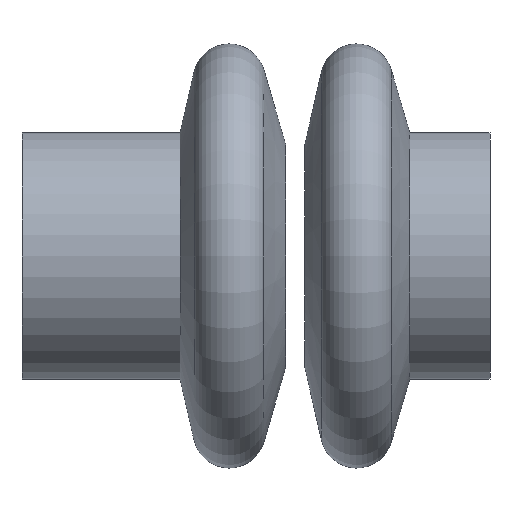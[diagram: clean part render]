
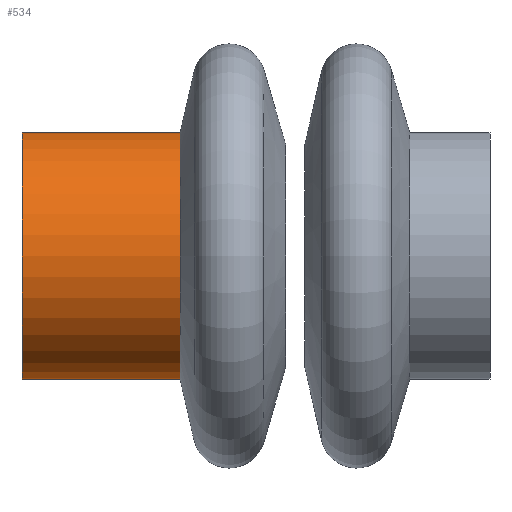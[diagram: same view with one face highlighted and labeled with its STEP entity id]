
A CAD part, left-side view. The second image highlights one B-rep face of the part: STEP entity #534.
In plain terms, the highlighted cylindrical face has radius 6.156 mm (diameter 12.311 mm), a partial arc.
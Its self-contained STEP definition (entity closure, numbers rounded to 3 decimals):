
#34 = DIRECTION ( 'NONE',  ( 0., 0., -1. ) ) ;
#123 = FACE_OUTER_BOUND ( 'NONE', #788, .T. ) ;
#156 = EDGE_CURVE ( 'NONE', #330, #430, #713, .T. ) ;
#233 = CIRCLE ( 'NONE', #255, 6.156 ) ;
#255 = AXIS2_PLACEMENT_3D ( 'NONE', #1009, #845, #34 ) ;
#298 = CARTESIAN_POINT ( 'NONE',  ( -5.356, 7.621, 6.156 ) ) ;
#306 = ORIENTED_EDGE ( 'NONE', *, *, #993, .F. ) ;
#330 = VERTEX_POINT ( 'NONE', #338 ) ;
#338 = CARTESIAN_POINT ( 'NONE',  ( -5.356, 8., 6.156 ) ) ;
#430 = VERTEX_POINT ( 'NONE', #507 ) ;
#433 = LINE ( 'NONE', #688, #662 ) ;
#442 = DIRECTION ( 'NONE',  ( 0., 0., -1. ) ) ;
#446 = DIRECTION ( 'NONE',  ( 0., -1., 0. ) ) ;
#455 = CARTESIAN_POINT ( 'NONE',  ( -5.356, 0.113, -6.156 ) ) ;
#467 = EDGE_CURVE ( 'NONE', #430, #991, #433, .T. ) ;
#473 = EDGE_CURVE ( 'NONE', #1020, #991, #233, .T. ) ;
#507 = CARTESIAN_POINT ( 'NONE',  ( -5.356, 8., -6.156 ) ) ;
#528 = CARTESIAN_POINT ( 'NONE',  ( -5.356, 7.621, 0. ) ) ;
#534 = ADVANCED_FACE ( 'NONE', ( #123 ), #989, .T. ) ;
#573 = AXIS2_PLACEMENT_3D ( 'NONE', #528, #994, #442 ) ;
#621 = DIRECTION ( 'NONE',  ( 0., -1., 0. ) ) ;
#640 = DIRECTION ( 'NONE',  ( 0., -1., 0. ) ) ;
#662 = VECTOR ( 'NONE', #446, 1000. ) ;
#688 = CARTESIAN_POINT ( 'NONE',  ( -5.356, 7.621, -6.156 ) ) ;
#703 = CARTESIAN_POINT ( 'NONE',  ( -5.356, 8., 0. ) ) ;
#713 = CIRCLE ( 'NONE', #983, 6.156 ) ;
#788 = EDGE_LOOP ( 'NONE', ( #306, #987, #809, #830 ) ) ;
#809 = ORIENTED_EDGE ( 'NONE', *, *, #467, .T. ) ;
#814 = CARTESIAN_POINT ( 'NONE',  ( -5.356, 0.113, 6.156 ) ) ;
#830 = ORIENTED_EDGE ( 'NONE', *, *, #473, .F. ) ;
#845 = DIRECTION ( 'NONE',  ( 0., -1., 0. ) ) ;
#970 = VECTOR ( 'NONE', #621, 1000. ) ;
#983 = AXIS2_PLACEMENT_3D ( 'NONE', #703, #640, #1032 ) ;
#987 = ORIENTED_EDGE ( 'NONE', *, *, #156, .T. ) ;
#989 = CYLINDRICAL_SURFACE ( 'NONE', #573, 6.156 ) ;
#991 = VERTEX_POINT ( 'NONE', #455 ) ;
#993 = EDGE_CURVE ( 'NONE', #330, #1020, #1017, .T. ) ;
#994 = DIRECTION ( 'NONE',  ( 0., -1., 0. ) ) ;
#1009 = CARTESIAN_POINT ( 'NONE',  ( -5.356, 0.113, 0. ) ) ;
#1017 = LINE ( 'NONE', #298, #970 ) ;
#1020 = VERTEX_POINT ( 'NONE', #814 ) ;
#1032 = DIRECTION ( 'NONE',  ( 0., 0., -1. ) ) ;
